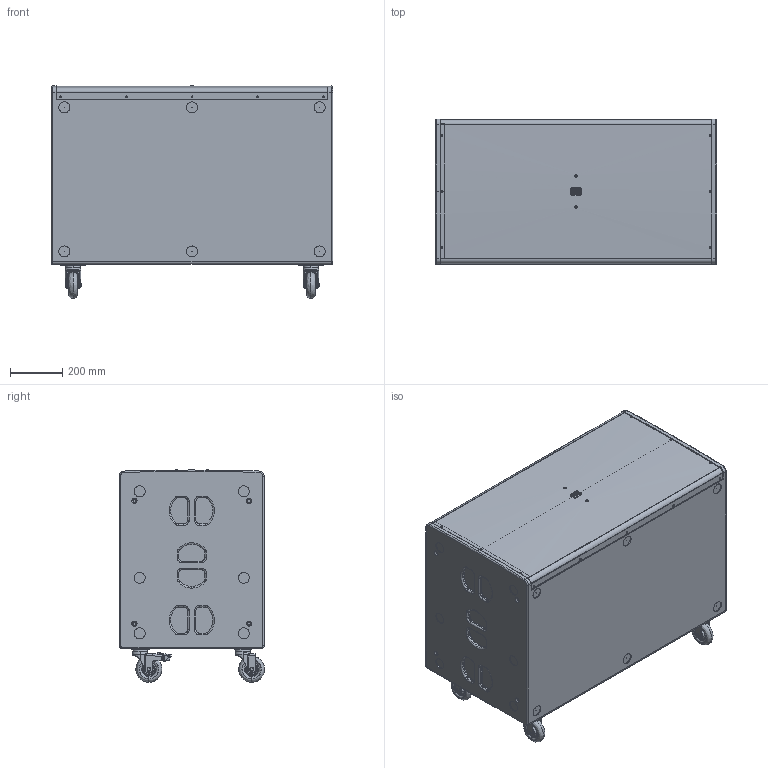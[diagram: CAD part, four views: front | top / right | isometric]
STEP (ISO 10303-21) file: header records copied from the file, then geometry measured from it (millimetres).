
FILE_DESCRIPTION (( 'STEP AP214' ), '1' );
FILE_NAME ('TNA-2800SA - Full Assembly.STEP', '2023-03-31T14:55:10', ( '' ), ( '' ), 'SwSTEP 2.0', 'SolidWorks 2022', '' );
FILE_SCHEMA (( 'AUTOMOTIVE_DESIGN' ));
Length unit declared in the file: millimetre
Products named in the file (1): TNA-2800SA - Full Assembly
Bounding box: 1080 x 558 x 816.05 mm (x, y, z)
Volume: 404354533.4 mm3; surface area: 5478666.4 mm2
Topology: 1 solids, 51 shells, 3379 faces, 8140 edges, 4923 vertices
Faces by surface type: cylinder 1445, plane 915, torus 547, bspline 208, cone 150, sphere 114
Entity records: 127123 total; most frequent: CARTESIAN_POINT 31534, DIRECTION 17473, ORIENTED_EDGE 16012, EDGE_CURVE 8006, AXIS2_PLACEMENT_3D 7065, VERTEX_POINT 4909, CIRCLE 3893, EDGE_LOOP 3851
